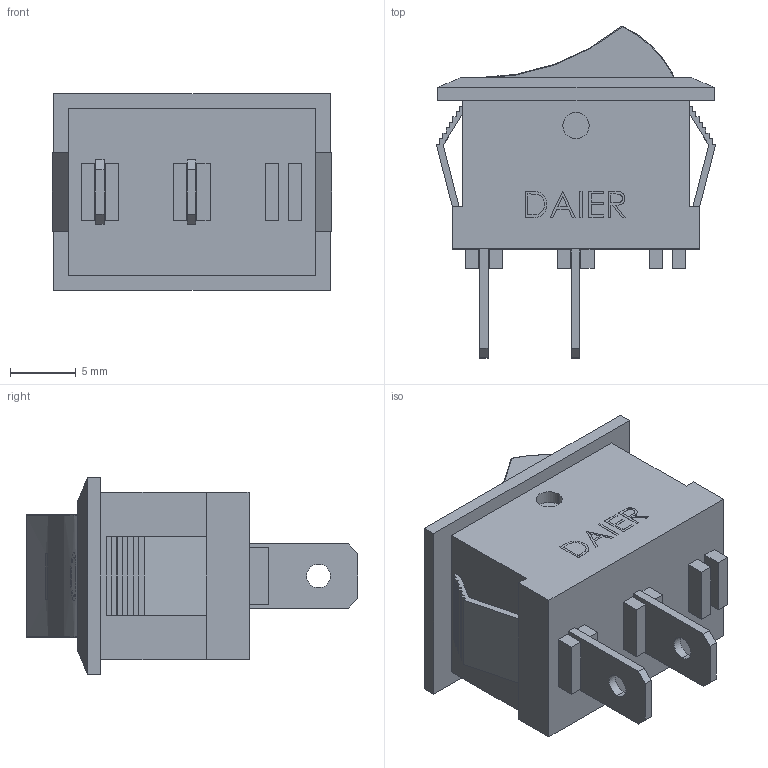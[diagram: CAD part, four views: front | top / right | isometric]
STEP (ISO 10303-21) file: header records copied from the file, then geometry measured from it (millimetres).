
FILE_DESCRIPTION (( 'STEP AP214' ), '1' );
FILE_NAME ('Interruptor Liga_Desliga.STEP', '2020-07-13T23:59:04', ( '' ), ( '' ), 'SwSTEP 2.0', 'SolidWorks 2019', '' );
FILE_SCHEMA (( 'AUTOMOTIVE_DESIGN' ));
Length unit declared in the file: millimetre
Products named in the file (1): Interruptor Liga_Desliga
Bounding box: 21.3 x 25.29 x 15 mm (x, y, z)
Volume: 3388.2 mm3; surface area: 2162.1 mm2
Topology: 1 solids, 1 shells, 479 faces, 1270 edges, 841 vertices
Faces by surface type: plane 334, bspline 111, cylinder 24, torus 6, sphere 4
Entity records: 25571 total; most frequent: CARTESIAN_POINT 10906, ORIENTED_EDGE 2532, DIRECTION 1803, EDGE_CURVE 1266, VECTOR 973, LINE 973, VERTEX_POINT 839, EDGE_LOOP 537
